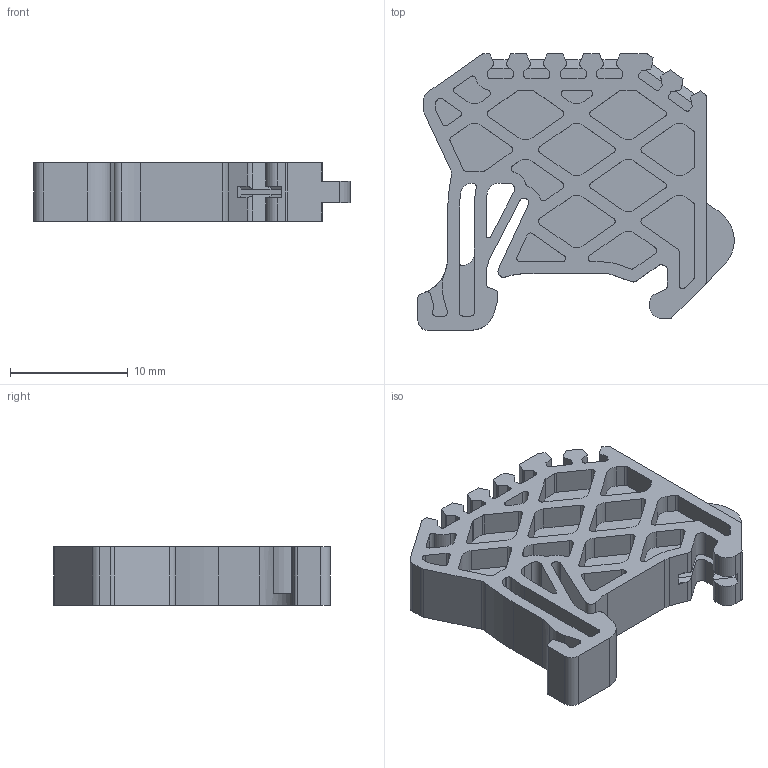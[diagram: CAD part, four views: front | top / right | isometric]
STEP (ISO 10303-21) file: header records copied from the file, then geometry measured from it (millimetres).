
FILE_DESCRIPTION(/* description */ (''),/* implementation_level */ '2;1');
FILE_NAME(/* name */ 'zes15_iso.stp',/* time_stamp */ '2010-11-17T07:04:49+01:00',/* author */ (''),/* organization */ (''),/* preprocessor_version */ 'ST-DEVELOPER v11',/* originating_system */ 'SIEMENS UGS NX 6.0',/* authorisation */ '');
FILE_SCHEMA (('CONFIG_CONTROL_DESIGN'));
Length unit declared in the file: millimetre
Products named in the file (1): zes15_iso
Bounding box: 26.86 x 23.5 x 5 mm (x, y, z)
Volume: 1361.8 mm3; surface area: 2568.1 mm2
Topology: 1 solids, 1 shells, 492 faces, 1386 edges, 924 vertices
Faces by surface type: plane 290, cylinder 202
Entity records: 16052 total; most frequent: CARTESIAN_POINT 2815, ORIENTED_EDGE 2772, DIRECTION 2772, EDGE_CURVE 1386, LINE 978, VECTOR 978, VERTEX_POINT 924, AXIS2_PLACEMENT_3D 897
